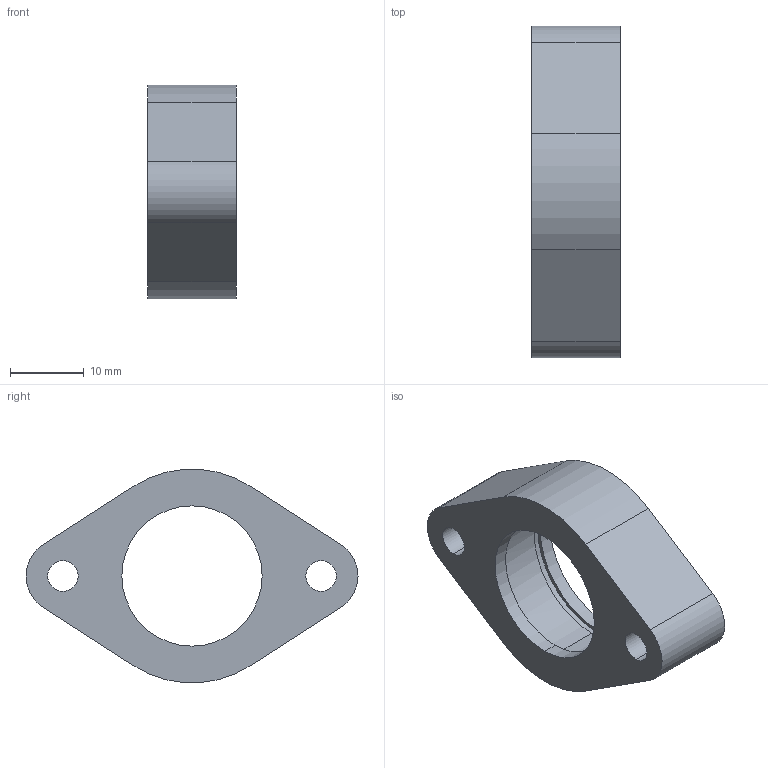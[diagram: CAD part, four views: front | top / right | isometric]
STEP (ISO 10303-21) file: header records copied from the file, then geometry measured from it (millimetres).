
FILE_DESCRIPTION (( 'STEP AP214' ), '1' );
FILE_NAME ('C_BGCAB608ZZ_7.STEP', '2024-10-09T10:46:05', ( '' ), ( '' ), 'SwSTEP 2.0', 'SolidWorks 2024', '' );
FILE_SCHEMA (( 'AUTOMOTIVE_DESIGN' ));
Length unit declared in the file: millimetre
Products named in the file (1): C_BGCAB608ZZ_7
Bounding box: 12 x 45 x 28.9 mm (x, y, z)
Volume: 5317.9 mm3; surface area: 3746.5 mm2
Topology: 1 solids, 1 shells, 33 faces, 78 edges, 52 vertices
Faces by surface type: cylinder 20, plane 11, torus 2
Entity records: 1027 total; most frequent: DIRECTION 190, CARTESIAN_POINT 181, ORIENTED_EDGE 156, AXIS2_PLACEMENT_3D 79, EDGE_CURVE 78, VERTEX_POINT 52, CIRCLE 45, EDGE_LOOP 44
